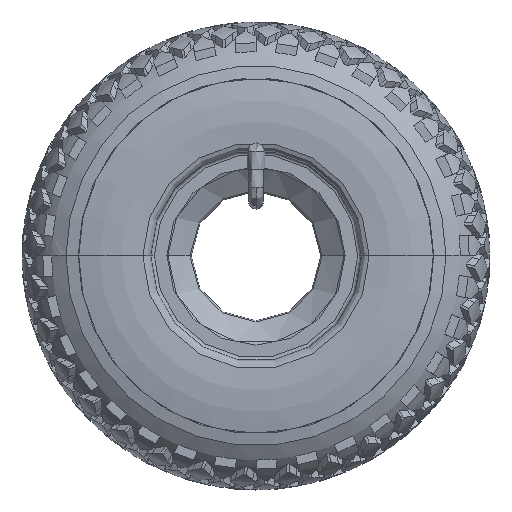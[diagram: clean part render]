
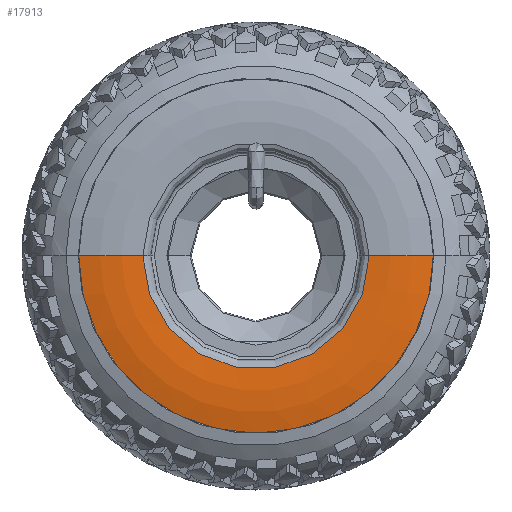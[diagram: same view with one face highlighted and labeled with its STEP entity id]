
A CAD part, top view. The second image highlights one B-rep face of the part: STEP entity #17913.
In plain terms, the highlighted toroidal (fillet/blend) face has major radius 75.229 mm and minor radius 97.34 mm.
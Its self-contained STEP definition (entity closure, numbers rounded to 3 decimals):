
#2233 = CIRCLE ( 'NONE', #113226, 97.34 ) ;
#2465 = DIRECTION ( 'NONE',  ( 0., 0., 1. ) ) ;
#3315 = AXIS2_PLACEMENT_3D ( 'NONE', #64564, #26066, #44293 ) ;
#4138 = ORIENTED_EDGE ( 'NONE', *, *, #102106, .F. ) ;
#7991 = CARTESIAN_POINT ( 'NONE',  ( -37.174, 0., 98.512 ) ) ;
#10597 = CARTESIAN_POINT ( 'NONE',  ( -39.213, 0., 0. ) ) ;
#15627 = EDGE_CURVE ( 'NONE', #59330, #64082, #2233, .T. ) ;
#16296 = CARTESIAN_POINT ( 'NONE',  ( 57.34, 0., -75.229 ) ) ;
#17913 = ADVANCED_FACE ( 'NONE', ( #24978 ), #47674, .T. ) ;
#22957 = CARTESIAN_POINT ( 'NONE',  ( 57.34, 0., 0. ) ) ;
#24978 = FACE_OUTER_BOUND ( 'NONE', #68020, .T. ) ;
#26066 = DIRECTION ( 'NONE',  ( -1., 0., 0. ) ) ;
#28645 = VERTEX_POINT ( 'NONE', #7991 ) ;
#31825 = AXIS2_PLACEMENT_3D ( 'NONE', #50519, #60657, #70364 ) ;
#39872 = DIRECTION ( 'NONE',  ( -1., 0., 0. ) ) ;
#41558 = CIRCLE ( 'NONE', #121320, 62.878 ) ;
#44293 = DIRECTION ( 'NONE',  ( 0., 0., 1. ) ) ;
#47674 = TOROIDAL_SURFACE ( 'NONE', #59051, 75.229, 97.34 ) ;
#48916 = CIRCLE ( 'NONE', #31825, 97.34 ) ;
#50519 = CARTESIAN_POINT ( 'NONE',  ( 57.34, 0., 75.229 ) ) ;
#51762 = DIRECTION ( 'NONE',  ( 0., 0., 1. ) ) ;
#52568 = EDGE_CURVE ( 'NONE', #120418, #28645, #48916, .T. ) ;
#55495 = CARTESIAN_POINT ( 'NONE',  ( -37.174, 0., -98.512 ) ) ;
#57530 = EDGE_CURVE ( 'NONE', #64082, #28645, #89524, .T. ) ;
#59051 = AXIS2_PLACEMENT_3D ( 'NONE', #22957, #90286, #51762 ) ;
#59330 = VERTEX_POINT ( 'NONE', #77185 ) ;
#60657 = DIRECTION ( 'NONE',  ( 0., 1., 0. ) ) ;
#62472 = ORIENTED_EDGE ( 'NONE', *, *, #57530, .T. ) ;
#64082 = VERTEX_POINT ( 'NONE', #55495 ) ;
#64564 = CARTESIAN_POINT ( 'NONE',  ( -37.174, 0., 0. ) ) ;
#68020 = EDGE_LOOP ( 'NONE', ( #4138, #114285, #62472, #94738 ) ) ;
#70364 = DIRECTION ( 'NONE',  ( 0., 0., 1. ) ) ;
#77185 = CARTESIAN_POINT ( 'NONE',  ( -39.213, 0., -62.878 ) ) ;
#82782 = DIRECTION ( 'NONE',  ( 0., -1., 0. ) ) ;
#89524 = CIRCLE ( 'NONE', #3315, 98.512 ) ;
#90286 = DIRECTION ( 'NONE',  ( 1., 0., 0. ) ) ;
#94738 = ORIENTED_EDGE ( 'NONE', *, *, #52568, .F. ) ;
#102106 = EDGE_CURVE ( 'NONE', #59330, #120418, #41558, .T. ) ;
#112813 = DIRECTION ( 'NONE',  ( 0., 0., -1. ) ) ;
#113226 = AXIS2_PLACEMENT_3D ( 'NONE', #16296, #82782, #112813 ) ;
#114285 = ORIENTED_EDGE ( 'NONE', *, *, #15627, .T. ) ;
#116504 = CARTESIAN_POINT ( 'NONE',  ( -39.213, 0., 62.878 ) ) ;
#120418 = VERTEX_POINT ( 'NONE', #116504 ) ;
#121320 = AXIS2_PLACEMENT_3D ( 'NONE', #10597, #39872, #2465 ) ;
